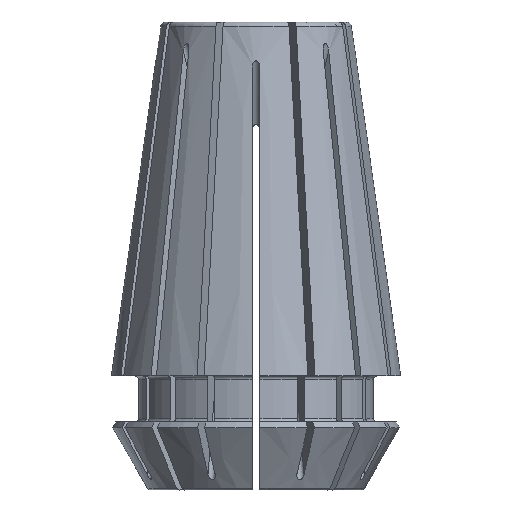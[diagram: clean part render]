
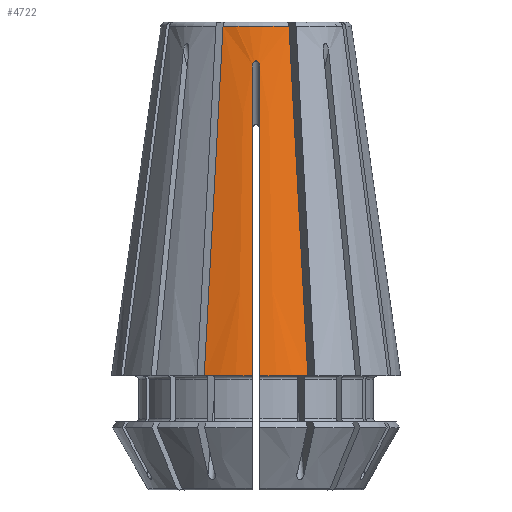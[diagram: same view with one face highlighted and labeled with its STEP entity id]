
A CAD part, front view. The second image highlights one B-rep face of the part: STEP entity #4722.
In plain terms, the highlighted conical face has half-angle 8 degrees and reference radius 5.613 mm.
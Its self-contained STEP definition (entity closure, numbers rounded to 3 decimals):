
#88=CONICAL_SURFACE('',#4986,5.613,0.14);
#138=B_SPLINE_CURVE_WITH_KNOTS('',3,(#6685,#6686,#6687,#6688),
 .UNSPECIFIED.,.F.,.F.,(4,4),(0.,0.02),
 .UNSPECIFIED.);
#139=B_SPLINE_CURVE_WITH_KNOTS('',3,(#6689,#6690,#6691,#6692),
 .UNSPECIFIED.,.F.,.F.,(4,4),(0.,0.02),
 .UNSPECIFIED.);
#140=B_SPLINE_CURVE_WITH_KNOTS('',3,(#6696,#6697,#6698,#6699),
 .UNSPECIFIED.,.F.,.F.,(4,4),(0.011,0.03),
 .UNSPECIFIED.);
#141=B_SPLINE_CURVE_WITH_KNOTS('',3,(#6701,#6702,#6703,#6704,#6705,#6706,
#6707),.UNSPECIFIED.,.F.,.F.,(4,1,1,1,4),(0.,0.,
0.,0.001,0.001),
 .UNSPECIFIED.);
#142=B_SPLINE_CURVE_WITH_KNOTS('',3,(#6709,#6710,#6711,#6712),
 .UNSPECIFIED.,.F.,.F.,(4,4),(0.011,0.03),
 .UNSPECIFIED.);
#1036=ORIENTED_EDGE('',*,*,#2619,.T.);
#1037=ORIENTED_EDGE('',*,*,#2620,.T.);
#1038=ORIENTED_EDGE('',*,*,#2616,.F.);
#1039=ORIENTED_EDGE('',*,*,#2621,.F.);
#1040=ORIENTED_EDGE('',*,*,#2622,.T.);
#1041=ORIENTED_EDGE('',*,*,#2623,.T.);
#1042=ORIENTED_EDGE('',*,*,#2624,.T.);
#1043=ORIENTED_EDGE('',*,*,#2625,.F.);
#2616=EDGE_CURVE('',#3408,#3409,#3934,.T.);
#2619=EDGE_CURVE('',#3410,#3411,#3935,.F.);
#2620=EDGE_CURVE('',#3411,#3409,#138,.T.);
#2621=EDGE_CURVE('',#3412,#3408,#139,.T.);
#2622=EDGE_CURVE('',#3412,#3413,#3936,.F.);
#2623=EDGE_CURVE('',#3413,#3414,#140,.F.);
#2624=EDGE_CURVE('',#3414,#3415,#141,.T.);
#2625=EDGE_CURVE('',#3410,#3415,#142,.F.);
#3408=VERTEX_POINT('',#6671);
#3409=VERTEX_POINT('',#6672);
#3410=VERTEX_POINT('',#6683);
#3411=VERTEX_POINT('',#6684);
#3412=VERTEX_POINT('',#6693);
#3413=VERTEX_POINT('',#6695);
#3414=VERTEX_POINT('',#6700);
#3415=VERTEX_POINT('',#6708);
#3934=CIRCLE('',#4985,5.613);
#3935=CIRCLE('',#4987,8.5);
#3936=CIRCLE('',#4988,8.5);
#4142=EDGE_LOOP('',(#1036,#1037,#1038,#1039,#1040,#1041,#1042,#1043));
#4390=FACE_BOUND('',#4142,.T.);
#4722=ADVANCED_FACE('',(#4390),#88,.T.);
#4985=AXIS2_PLACEMENT_3D('',#6670,#5465,#5466);
#4986=AXIS2_PLACEMENT_3D('',#6681,#5467,#5468);
#4987=AXIS2_PLACEMENT_3D('',#6682,#5469,#5470);
#4988=AXIS2_PLACEMENT_3D('',#6694,#5471,#5472);
#5465=DIRECTION('',(0.,0.,1.));
#5466=DIRECTION('',(1.,0.,0.));
#5467=DIRECTION('',(0.,0.,-1.));
#5468=DIRECTION('',(-1.,0.,0.));
#5469=DIRECTION('',(0.,0.,-1.));
#5470=DIRECTION('',(-1.,0.,0.));
#5471=DIRECTION('',(0.,0.,-1.));
#5472=DIRECTION('',(-1.,0.,0.));
#6670=CARTESIAN_POINT('',(0.,0.,27.242));
#6671=CARTESIAN_POINT('',(-1.938,-5.268,27.242));
#6672=CARTESIAN_POINT('',(1.938,-5.268,27.242));
#6681=CARTESIAN_POINT('',(0.,0.,27.242));
#6682=CARTESIAN_POINT('',(0.,0.,6.7));
#6683=CARTESIAN_POINT('',(0.225,-8.497,6.7));
#6684=CARTESIAN_POINT('',(3.044,-7.936,6.7));
#6685=CARTESIAN_POINT('',(3.044,-7.936,6.7));
#6686=CARTESIAN_POINT('',(2.675,-7.047,13.547));
#6687=CARTESIAN_POINT('',(2.307,-6.157,20.395));
#6688=CARTESIAN_POINT('',(1.938,-5.268,27.242));
#6689=CARTESIAN_POINT('',(-3.044,-7.936,6.7));
#6690=CARTESIAN_POINT('',(-2.675,-7.047,13.547));
#6691=CARTESIAN_POINT('',(-2.307,-6.157,20.395));
#6692=CARTESIAN_POINT('',(-1.938,-5.268,27.242));
#6693=CARTESIAN_POINT('',(-3.044,-7.936,6.7));
#6694=CARTESIAN_POINT('',(0.,0.,6.7));
#6695=CARTESIAN_POINT('',(-0.225,-8.497,6.7));
#6696=CARTESIAN_POINT('',(-0.225,-5.945,24.848));
#6697=CARTESIAN_POINT('',(-0.225,-6.796,18.798));
#6698=CARTESIAN_POINT('',(-0.225,-7.647,12.749));
#6699=CARTESIAN_POINT('',(-0.225,-8.497,6.7));
#6700=CARTESIAN_POINT('',(-0.225,-5.945,24.848));
#6701=CARTESIAN_POINT('',(-0.225,-5.945,24.848));
#6702=CARTESIAN_POINT('',(-0.225,-5.934,24.926));
#6703=CARTESIAN_POINT('',(-0.206,-5.914,25.079));
#6704=CARTESIAN_POINT('',(0.,-5.89,25.283));
#6705=CARTESIAN_POINT('',(0.205,-5.914,25.08));
#6706=CARTESIAN_POINT('',(0.225,-5.934,24.926));
#6707=CARTESIAN_POINT('',(0.225,-5.945,24.848));
#6708=CARTESIAN_POINT('',(0.225,-5.945,24.848));
#6709=CARTESIAN_POINT('',(0.225,-5.945,24.848));
#6710=CARTESIAN_POINT('',(0.225,-6.796,18.798));
#6711=CARTESIAN_POINT('',(0.225,-7.647,12.749));
#6712=CARTESIAN_POINT('',(0.225,-8.497,6.7));
